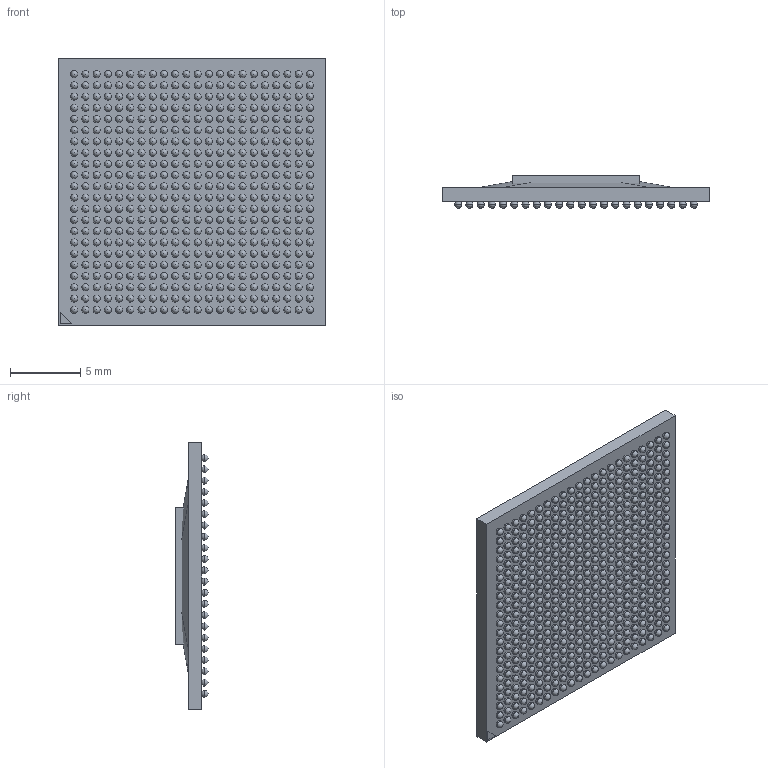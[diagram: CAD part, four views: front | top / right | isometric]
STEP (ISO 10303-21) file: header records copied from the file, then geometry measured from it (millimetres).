
FILE_DESCRIPTION (( 'STEP AP214' ), '1' );
FILE_NAME ('User Library-XC7Z030-1SBG485I.STEP', '2020-01-03T21:47:39', ( '' ), ( '' ), 'SwSTEP 2.0', 'SolidWorks 2019', '' );
FILE_SCHEMA (( 'AUTOMOTIVE_DESIGN' ));
Length unit declared in the file: millimetre
Products named in the file (1): User Library-XC7Z030-1SBG485I
Bounding box: 19 x 2.29 x 19 mm (x, y, z)
Volume: 522.9 mm3; surface area: 1592.8 mm2
Topology: 485 solids, 485 shells, 1103 faces, 3740 edges, 2655 vertices
Faces by surface type: sphere 968, plane 67, bspline 58, cylinder 6, cone 4
Entity records: 31159 total; most frequent: CARTESIAN_POINT 7239, DIRECTION 4259, ORIENTED_EDGE 2642, AXIS2_PLACEMENT_3D 2024, EDGE_CURVE 1321, VERTEX_POINT 1204, EDGE_LOOP 1119, FACE_OUTER_BOUND 1103
